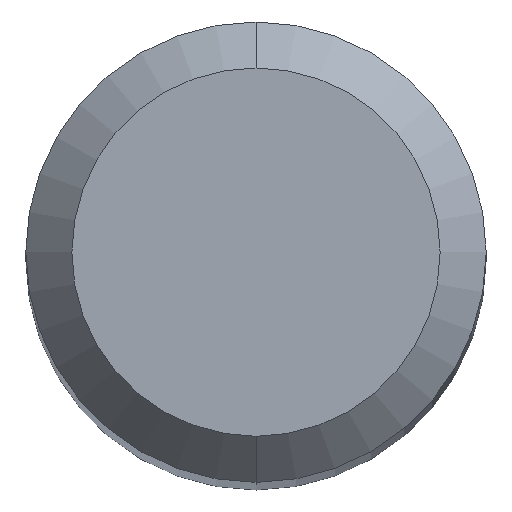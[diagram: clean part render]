
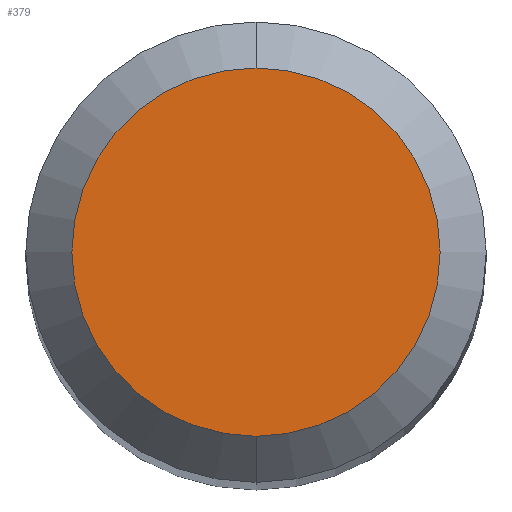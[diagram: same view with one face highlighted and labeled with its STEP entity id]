
A CAD part, top view. The second image highlights one B-rep face of the part: STEP entity #379.
In plain terms, the highlighted planar face has unit normal (0, 0, 1).
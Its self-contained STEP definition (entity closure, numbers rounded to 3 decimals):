
#251=VERTEX_POINT('',#565);
#283=EDGE_CURVE('',#251,#413,#600,.T.);
#367=EDGE_CURVE('',#413,#251,#694,.T.);
#379=ADVANCED_FACE('',(#707),#708,.T.);
#413=VERTEX_POINT('',#746);
#565=CARTESIAN_POINT('',(0.0,1.2,0.0));
#600=CIRCLE('',#1016,1.2);
#694=CIRCLE('',#1231,1.2);
#707=FACE_OUTER_BOUND('',#1243,.T.);
#708=PLANE('',#1244);
#746=CARTESIAN_POINT('',(0.,-1.2,0.0));
#1016=AXIS2_PLACEMENT_3D('',#1562,#1563,#1564);
#1231=AXIS2_PLACEMENT_3D('',#1697,#1698,#1699);
#1243=EDGE_LOOP('',(#1711,#1712));
#1244=AXIS2_PLACEMENT_3D('',#1713,#1714,#1715);
#1562=CARTESIAN_POINT('',(0.0,0.0,0.0));
#1563=DIRECTION('',(0.0,0.0,-1.0));
#1564=DIRECTION('',(0.0,1.0,0.0));
#1697=CARTESIAN_POINT('',(0.0,0.0,0.0));
#1698=DIRECTION('',(0.0,0.0,-1.0));
#1699=DIRECTION('',(0.0,1.0,0.0));
#1711=ORIENTED_EDGE('',*,*,#283,.F.);
#1712=ORIENTED_EDGE('',*,*,#367,.F.);
#1713=CARTESIAN_POINT('',(0.0,0.6,0.0));
#1714=DIRECTION('',(-0.0,0.0,1.0));
#1715=DIRECTION('',(0.0,-1.0,0.0));
